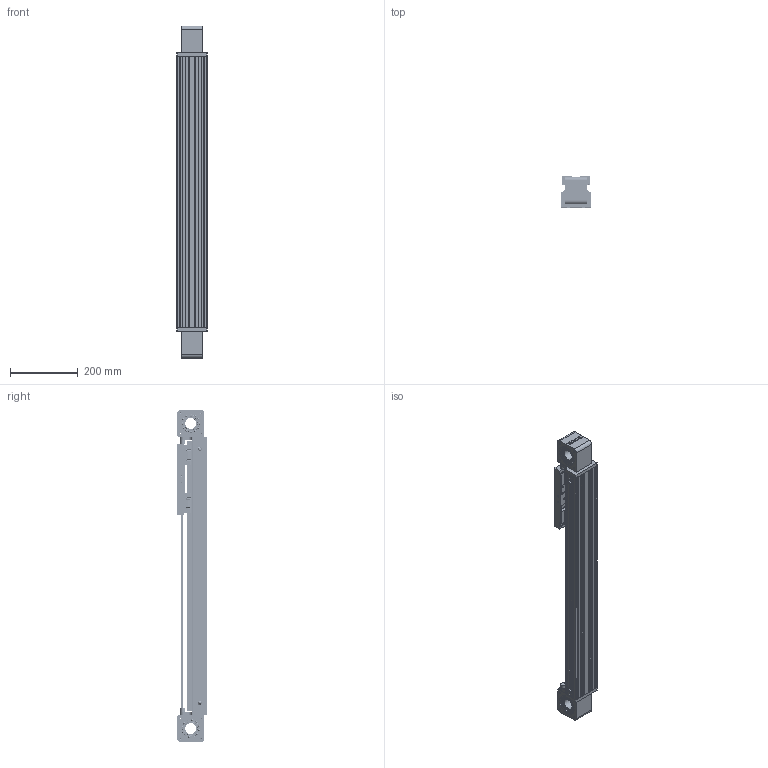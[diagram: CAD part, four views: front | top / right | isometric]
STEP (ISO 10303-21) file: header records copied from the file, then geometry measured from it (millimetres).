
FILE_DESCRIPTION(/* description */ ('Asse HR-45 cinghia HTD820 L=800 mm - vers. BASE'),/* implementation_level */ '2;1');
FILE_NAME(/* name */ 'HU-49-HS15-BASE.stp',/* time_stamp */ '2021-04-02T08:33:08+02:00',/* author */ ('giacomo.grandesso'),/* organization */ (''),/* preprocessor_version */ 'ST-DEVELOPER v18.1',/* originating_system */ 'Autodesk Inventor 2021',/* authorisation */ '');
FILE_SCHEMA (('AUTOMOTIVE_DESIGN { 1 0 10303 214 3 1 1 }'));
Length unit declared in the file: millimetre
Products named in the file (26): HR-49-HS15-BASE; 209920070181; E20-60; N11-08-M4; C_CGR15RC-798-E1=9-E2=9; 209920011933; GTK64.H8.20F32; TPK64.16.25; PUK64.H8.20F32; FLK64; Cuscinetto 61908-2RS; Anelli interni per fori Ø62 DIN 472; DIN 7984 - M6 x 16; A1PM1510; 209920011934; 209920030535; 209920011937; 209920011935; 209920011936; Vite TPSCE M3x10 zincata DIN 7991 10.9; CGW15CCZ0C; 12905000000; Vite TCCE M5x25 brunita DIN 912 12.9; Vite TCCE M6x20 zincata DIN 912 8.08; 209920011932; 02604020000
Assembly tree (81 placements, depth 3):
  HR-49-HS15-BASE
    209920070181
    E20-60  x4
    N11-08-M4  x2
    C_CGR15RC-798-E1=9-E2=9
    209920011933  x2
    GTK64.H8.20F32  x2
      TPK64.16.25
      PUK64.H8.20F32
      FLK64
      Cuscinetto 61908-2RS
      Anelli interni per fori Ø62 DIN 472
    DIN 7984 - M6 x 16  x8
    A1PM1510  x4
    209920011934
    209920030535
      209920011937
      209920011935  x2
      209920011936  x2
      Vite TPSCE M3x10 zincata DIN 7991 10.9  x4
      CGW15CCZ0C  x2
      12905000000  x8
      Vite TCCE M5x25 brunita DIN 912 12.9  x8
      Vite TCCE M6x20 zincata DIN 912 8.08  x2
    209920011932  x4
    02604020000  x14
Bounding box: 90 x 90.6 x 978 mm (x, y, z)
Volume: 2573298.7 mm3; surface area: 1324602.6 mm2
Topology: 102 solids, 102 shells, 3529 faces, 9706 edges, 6440 vertices
Faces by surface type: plane 1902, cylinder 1182, torus 184, cone 156, bspline 57, sphere 48
Full cylindrical faces by diameter (mm): 1 x4, 2.459 x12, 2.5 x8, 3 x16, 3.242 x16, 3.3 x2, 4 x18, 4.134 x24, 4.5 x48, 4.917 x42, 5 x8, 5.3 x12, 5.5 x12, 6 x14, 6.6 x8, 6.647 x4, 7 x16, 7.3 x4, 7.5 x14, 8 x8, 8.5 x8, 9 x8, 9.5 x4, 10 x10, 10.5 x4, 11 x8, 11.3 x4, 11.5 x4, 12 x4, 12.2 x4
Entity records: 65031 total; most frequent: CARTESIAN_POINT 15537, ORIENTED_EDGE 10114, DIRECTION 9985, EDGE_CURVE 5057, AXIS2_PLACEMENT_3D 3398, VERTEX_POINT 3383, LINE 3189, VECTOR 3189
